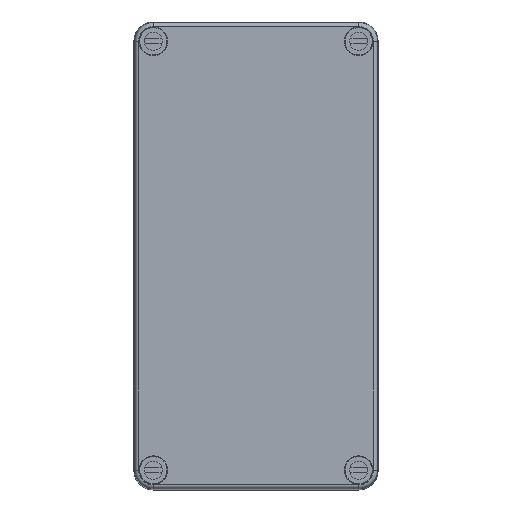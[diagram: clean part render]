
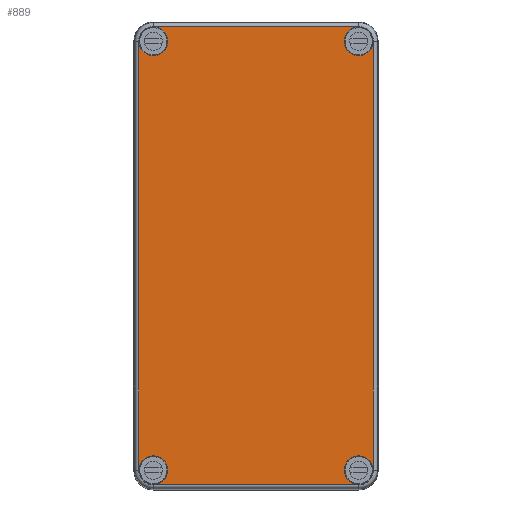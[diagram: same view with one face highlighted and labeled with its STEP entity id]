
A CAD part, top view. The second image highlights one B-rep face of the part: STEP entity #889.
In plain terms, the highlighted planar face has unit normal (0, 0, 1).
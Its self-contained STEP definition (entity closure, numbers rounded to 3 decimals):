
#889 = ADVANCED_FACE( '', ( #2268, #2269, #2270, #2271, #2272 ), #2273, .T. );
#2268 = FACE_OUTER_BOUND( '', #4310, .T. );
#2269 = FACE_BOUND( '', #4311, .T. );
#2270 = FACE_BOUND( '', #4312, .T. );
#2271 = FACE_BOUND( '', #4313, .T. );
#2272 = FACE_BOUND( '', #4314, .T. );
#2273 = PLANE( '', #4315 );
#4310 = EDGE_LOOP( '', ( #6725, #6726, #6727, #6728, #6729, #6730, #6731, #6732 ) );
#4311 = EDGE_LOOP( '', ( #6733 ) );
#4312 = EDGE_LOOP( '', ( #6734 ) );
#4313 = EDGE_LOOP( '', ( #6735 ) );
#4314 = EDGE_LOOP( '', ( #6736 ) );
#4315 = AXIS2_PLACEMENT_3D( '', #6737, #6738, #6739 );
#6725 = ORIENTED_EDGE( '', *, *, #11894, .F. );
#6726 = ORIENTED_EDGE( '', *, *, #11895, .F. );
#6727 = ORIENTED_EDGE( '', *, *, #11896, .T. );
#6728 = ORIENTED_EDGE( '', *, *, #11771, .F. );
#6729 = ORIENTED_EDGE( '', *, *, #11897, .T. );
#6730 = ORIENTED_EDGE( '', *, *, #11898, .T. );
#6731 = ORIENTED_EDGE( '', *, *, #11899, .F. );
#6732 = ORIENTED_EDGE( '', *, *, #11900, .T. );
#6733 = ORIENTED_EDGE( '', *, *, #11901, .F. );
#6734 = ORIENTED_EDGE( '', *, *, #11902, .F. );
#6735 = ORIENTED_EDGE( '', *, *, #11903, .F. );
#6736 = ORIENTED_EDGE( '', *, *, #11904, .F. );
#6737 = CARTESIAN_POINT( '', ( 0., 0., 39. ) );
#6738 = DIRECTION( '', ( 0., 0., 1. ) );
#6739 = DIRECTION( '', ( 1., 0., 0. ) );
#11771 = EDGE_CURVE( '', #14060, #14061, #14062, .T. );
#11894 = EDGE_CURVE( '', #14266, #14267, #14268, .T. );
#11895 = EDGE_CURVE( '', #14269, #14266, #14270, .T. );
#11896 = EDGE_CURVE( '', #14269, #14061, #14271, .T. );
#11897 = EDGE_CURVE( '', #14060, #14272, #14273, .T. );
#11898 = EDGE_CURVE( '', #14272, #14274, #14275, .T. );
#11899 = EDGE_CURVE( '', #14276, #14274, #14277, .T. );
#11900 = EDGE_CURVE( '', #14276, #14267, #14278, .T. );
#11901 = EDGE_CURVE( '', #14279, #14279, #14280, .T. );
#11902 = EDGE_CURVE( '', #14281, #14281, #14282, .T. );
#11903 = EDGE_CURVE( '', #14283, #14283, #14284, .T. );
#11904 = EDGE_CURVE( '', #14285, #14285, #14286, .T. );
#14060 = VERTEX_POINT( '', #17299 );
#14061 = VERTEX_POINT( '', #17300 );
#14062 = LINE( '', #17301, #17302 );
#14266 = VERTEX_POINT( '', #17568 );
#14267 = VERTEX_POINT( '', #17569 );
#14268 = CIRCLE( '', #17570, 5.673 );
#14269 = VERTEX_POINT( '', #17571 );
#14270 = LINE( '', #17572, #17573 );
#14271 = CIRCLE( '', #17574, 5.673 );
#14272 = VERTEX_POINT( '', #17575 );
#14273 = CIRCLE( '', #17576, 5.673 );
#14274 = VERTEX_POINT( '', #17577 );
#14275 = LINE( '', #17578, #17579 );
#14276 = VERTEX_POINT( '', #17580 );
#14277 = CIRCLE( '', #17581, 5.673 );
#14278 = LINE( '', #17582, #17583 );
#14279 = VERTEX_POINT( '', #17584 );
#14280 = CIRCLE( '', #17585, 5.5 );
#14281 = VERTEX_POINT( '', #17586 );
#14282 = CIRCLE( '', #17587, 5.5 );
#14283 = VERTEX_POINT( '', #17588 );
#14284 = CIRCLE( '', #17589, 5.5 );
#14285 = VERTEX_POINT( '', #17590 );
#14286 = CIRCLE( '', #17591, 5.5 );
#17299 = CARTESIAN_POINT( '', ( 45.173, 82.5, 39. ) );
#17300 = CARTESIAN_POINT( '', ( 45.173, -82.5, 39. ) );
#17301 = CARTESIAN_POINT( '', ( 45.173, 100., 39. ) );
#17302 = VECTOR( '', #21169, 1000. );
#17568 = CARTESIAN_POINT( '', ( -39.5, -88.173, 39. ) );
#17569 = CARTESIAN_POINT( '', ( -45.173, -82.5, 39. ) );
#17570 = AXIS2_PLACEMENT_3D( '', #21328, #21329, #21330 );
#17571 = CARTESIAN_POINT( '', ( 39.5, -88.173, 39. ) );
#17572 = CARTESIAN_POINT( '', ( 50., -88.173, 39. ) );
#17573 = VECTOR( '', #21331, 1000. );
#17574 = AXIS2_PLACEMENT_3D( '', #21332, #21333, #21334 );
#17575 = CARTESIAN_POINT( '', ( 39.5, 88.173, 39. ) );
#17576 = AXIS2_PLACEMENT_3D( '', #21335, #21336, #21337 );
#17577 = CARTESIAN_POINT( '', ( -39.5, 88.173, 39. ) );
#17578 = CARTESIAN_POINT( '', ( 50., 88.173, 39. ) );
#17579 = VECTOR( '', #21338, 1000. );
#17580 = CARTESIAN_POINT( '', ( -45.173, 82.5, 39. ) );
#17581 = AXIS2_PLACEMENT_3D( '', #21339, #21340, #21341 );
#17582 = CARTESIAN_POINT( '', ( -45.173, 100., 39. ) );
#17583 = VECTOR( '', #21342, 1000. );
#17584 = CARTESIAN_POINT( '', ( -34., -82.5, 39. ) );
#17585 = AXIS2_PLACEMENT_3D( '', #21343, #21344, #21345 );
#17586 = CARTESIAN_POINT( '', ( 45., -82.5, 39. ) );
#17587 = AXIS2_PLACEMENT_3D( '', #21346, #21347, #21348 );
#17588 = CARTESIAN_POINT( '', ( -34., 82.5, 39. ) );
#17589 = AXIS2_PLACEMENT_3D( '', #21349, #21350, #21351 );
#17590 = CARTESIAN_POINT( '', ( 45., 82.5, 39. ) );
#17591 = AXIS2_PLACEMENT_3D( '', #21352, #21353, #21354 );
#21169 = DIRECTION( '', ( 0., -1., 0. ) );
#21328 = CARTESIAN_POINT( '', ( -39.5, -82.5, 39. ) );
#21329 = DIRECTION( '', ( 0., 0., -1. ) );
#21330 = DIRECTION( '', ( -1., 0., 0. ) );
#21331 = DIRECTION( '', ( -1., 0., 0. ) );
#21332 = CARTESIAN_POINT( '', ( 39.5, -82.5, 39. ) );
#21333 = DIRECTION( '', ( 0., 0., 1. ) );
#21334 = DIRECTION( '', ( 1., 0., 0. ) );
#21335 = CARTESIAN_POINT( '', ( 39.5, 82.5, 39. ) );
#21336 = DIRECTION( '', ( 0., 0., 1. ) );
#21337 = DIRECTION( '', ( 1., 0., 0. ) );
#21338 = DIRECTION( '', ( -1., 0., 0. ) );
#21339 = CARTESIAN_POINT( '', ( -39.5, 82.5, 39. ) );
#21340 = DIRECTION( '', ( 0., 0., -1. ) );
#21341 = DIRECTION( '', ( -1., 0., 0. ) );
#21342 = DIRECTION( '', ( 0., -1., 0. ) );
#21343 = CARTESIAN_POINT( '', ( -39.5, -82.5, 39. ) );
#21344 = DIRECTION( '', ( 0., 0., 1. ) );
#21345 = DIRECTION( '', ( 1., 0., 0. ) );
#21346 = CARTESIAN_POINT( '', ( 39.5, -82.5, 39. ) );
#21347 = DIRECTION( '', ( 0., 0., 1. ) );
#21348 = DIRECTION( '', ( 1., 0., 0. ) );
#21349 = CARTESIAN_POINT( '', ( -39.5, 82.5, 39. ) );
#21350 = DIRECTION( '', ( 0., 0., 1. ) );
#21351 = DIRECTION( '', ( 1., 0., 0. ) );
#21352 = CARTESIAN_POINT( '', ( 39.5, 82.5, 39. ) );
#21353 = DIRECTION( '', ( 0., 0., 1. ) );
#21354 = DIRECTION( '', ( 1., 0., 0. ) );
